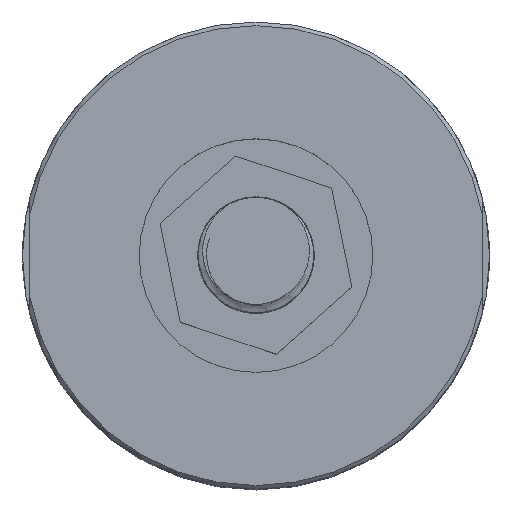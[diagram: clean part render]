
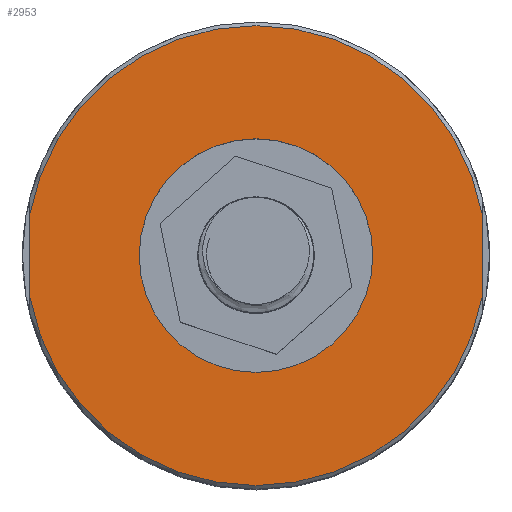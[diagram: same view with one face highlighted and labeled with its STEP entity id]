
A CAD part, top view. The second image highlights one B-rep face of the part: STEP entity #2953.
In plain terms, the highlighted planar face has unit normal (0, 0, 1).
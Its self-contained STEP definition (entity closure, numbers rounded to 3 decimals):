
#104=PLANE('',#3237);
#132=FACE_BOUND('',#403,.T.);
#224=FACE_OUTER_BOUND('',#402,.T.);
#402=EDGE_LOOP('',(#2274,#2275,#2276,#2277));
#403=EDGE_LOOP('',(#2278));
#529=CIRCLE('',#3228,31.5);
#531=CIRCLE('',#3233,31.5);
#533=CIRCLE('',#3238,16.);
#859=LINE('',#10234,#1009);
#862=LINE('',#10251,#1012);
#1009=VECTOR('',#3665,10.);
#1012=VECTOR('',#3678,10.);
#1237=VERTEX_POINT('',#10218);
#1238=VERTEX_POINT('',#10222);
#1240=VERTEX_POINT('',#10233);
#1242=VERTEX_POINT('',#10241);
#1244=VERTEX_POINT('',#10253);
#1607=EDGE_CURVE('',#1237,#1238,#529,.T.);
#1612=EDGE_CURVE('',#1240,#1238,#859,.T.);
#1615=EDGE_CURVE('',#1240,#1242,#531,.T.);
#1619=EDGE_CURVE('',#1237,#1242,#862,.T.);
#1620=EDGE_CURVE('',#1244,#1244,#533,.T.);
#2274=ORIENTED_EDGE('',*,*,#1607,.F.);
#2275=ORIENTED_EDGE('',*,*,#1619,.T.);
#2276=ORIENTED_EDGE('',*,*,#1615,.F.);
#2277=ORIENTED_EDGE('',*,*,#1612,.T.);
#2278=ORIENTED_EDGE('',*,*,#1620,.T.);
#2953=ADVANCED_FACE('',(#224,#132),#104,.T.);
#3228=AXIS2_PLACEMENT_3D('',#10223,#3655,#3656);
#3233=AXIS2_PLACEMENT_3D('',#10242,#3669,#3670);
#3237=AXIS2_PLACEMENT_3D('',#10252,#3679,#3680);
#3238=AXIS2_PLACEMENT_3D('',#10254,#3681,#3682);
#3655=DIRECTION('center_axis',(0.,0.,-1.));
#3656=DIRECTION('ref_axis',(1.,0.,0.));
#3665=DIRECTION('',(0.,-1.,0.));
#3669=DIRECTION('center_axis',(0.,0.,-1.));
#3670=DIRECTION('ref_axis',(1.,0.,0.));
#3678=DIRECTION('',(0.,1.,0.));
#3679=DIRECTION('center_axis',(0.,0.,1.));
#3680=DIRECTION('ref_axis',(1.,0.,0.));
#3681=DIRECTION('center_axis',(0.,0.,-1.));
#3682=DIRECTION('ref_axis',(1.,0.,0.));
#10218=CARTESIAN_POINT('',(31.,-5.59,10.));
#10222=CARTESIAN_POINT('',(-31.,-5.59,10.));
#10223=CARTESIAN_POINT('Origin',(0.,0.,10.));
#10233=CARTESIAN_POINT('',(-31.,5.59,10.));
#10234=CARTESIAN_POINT('',(-31.,12.,10.));
#10241=CARTESIAN_POINT('',(31.,5.59,10.));
#10242=CARTESIAN_POINT('Origin',(0.,0.,10.));
#10251=CARTESIAN_POINT('',(31.,-17.5,10.));
#10252=CARTESIAN_POINT('Origin',(0.,0.,10.));
#10253=CARTESIAN_POINT('',(-16.,0.,10.));
#10254=CARTESIAN_POINT('Origin',(0.,0.,10.));
